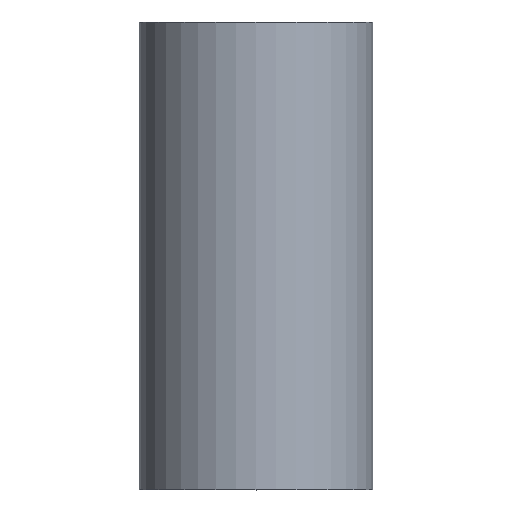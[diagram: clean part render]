
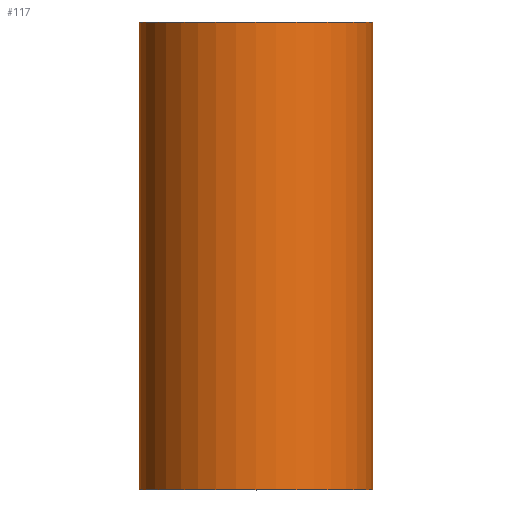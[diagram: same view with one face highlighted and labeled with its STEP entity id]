
A CAD part, top view. The second image highlights one B-rep face of the part: STEP entity #117.
In plain terms, the highlighted cylindrical face has radius 3.969 mm (diameter 7.938 mm), a full revolution.
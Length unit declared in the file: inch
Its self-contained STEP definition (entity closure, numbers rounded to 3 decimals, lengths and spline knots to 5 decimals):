
#1 = EDGE_CURVE ( 'NONE', #101, #101, #73, .T. ) ;
#10 = CARTESIAN_POINT ( 'NONE',  ( 0., 0., 0.15625 ) ) ;
#11 = EDGE_CURVE ( 'NONE', #59, #59, #115, .T. ) ;
#17 = DIRECTION ( 'NONE',  ( 0., 0., 1. ) ) ;
#28 = EDGE_LOOP ( 'NONE', ( #94 ) ) ;
#29 = FACE_OUTER_BOUND ( 'NONE', #28, .T. ) ;
#39 = DIRECTION ( 'NONE',  ( 0., -1., 0. ) ) ;
#49 = DIRECTION ( 'NONE',  ( 0., 0., -1. ) ) ;
#53 = DIRECTION ( 'NONE',  ( 0., 1., 0. ) ) ;
#59 = VERTEX_POINT ( 'NONE', #88 ) ;
#60 = DIRECTION ( 'NONE',  ( 0., 1., 0. ) ) ;
#68 = EDGE_LOOP ( 'NONE', ( #109 ) ) ;
#73 = CIRCLE ( 'NONE', #134, 0.15625 ) ;
#77 = CARTESIAN_POINT ( 'NONE',  ( 0., 0.625, 0. ) ) ;
#88 = CARTESIAN_POINT ( 'NONE',  ( 0., 0.625, 0.15625 ) ) ;
#94 = ORIENTED_EDGE ( 'NONE', *, *, #11, .F. ) ;
#95 = CYLINDRICAL_SURFACE ( 'NONE', #132, 0.15625 ) ;
#101 = VERTEX_POINT ( 'NONE', #10 ) ;
#109 = ORIENTED_EDGE ( 'NONE', *, *, #1, .T. ) ;
#112 = FACE_OUTER_BOUND ( 'NONE', #68, .T. ) ;
#115 = CIRCLE ( 'NONE', #127, 0.15625 ) ;
#117 = ADVANCED_FACE ( 'NONE', ( #29, #112 ), #95, .T. ) ;
#127 = AXIS2_PLACEMENT_3D ( 'NONE', #77, #60, #17 ) ;
#130 = CARTESIAN_POINT ( 'NONE',  ( 0., 0., 0. ) ) ;
#132 = AXIS2_PLACEMENT_3D ( 'NONE', #142, #39, #49 ) ;
#134 = AXIS2_PLACEMENT_3D ( 'NONE', #130, #53, #138 ) ;
#138 = DIRECTION ( 'NONE',  ( 0., 0., 1. ) ) ;
#142 = CARTESIAN_POINT ( 'NONE',  ( 0., 0.625, 0. ) ) ;
